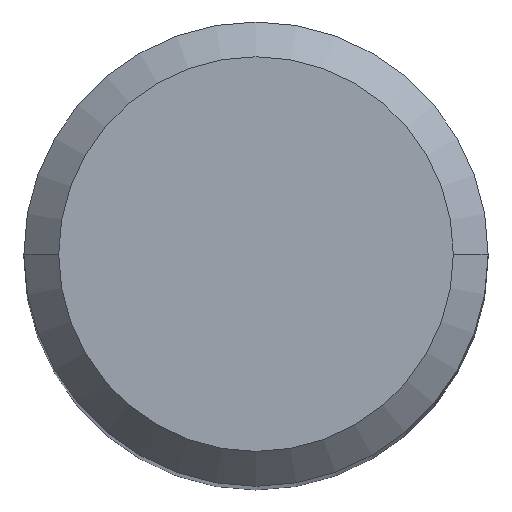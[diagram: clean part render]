
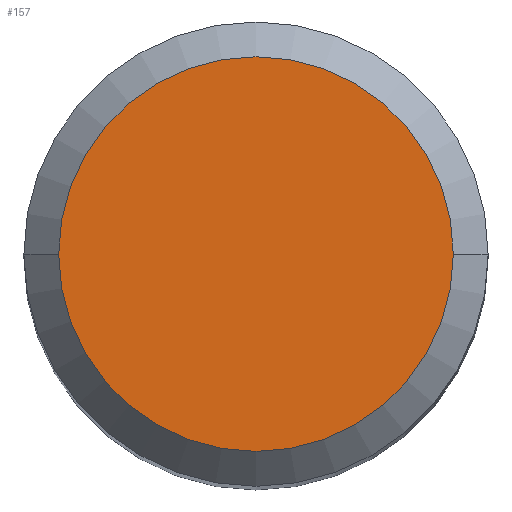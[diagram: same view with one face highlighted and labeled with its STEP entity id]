
A CAD part, top view. The second image highlights one B-rep face of the part: STEP entity #157.
In plain terms, the highlighted planar face has unit normal (0, 0, 1).
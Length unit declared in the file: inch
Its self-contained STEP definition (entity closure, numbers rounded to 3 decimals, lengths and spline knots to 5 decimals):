
#19 = ORIENTED_EDGE ( 'NONE', *, *, #239, .T. ) ;
#23 = FACE_OUTER_BOUND ( 'NONE', #282, .T. ) ;
#98 = DIRECTION ( 'NONE',  ( 0., 0., -1. ) ) ;
#104 = CARTESIAN_POINT ( 'NONE',  ( 0., 0., 0. ) ) ;
#129 = VERTEX_POINT ( 'NONE', #324 ) ;
#157 = ADVANCED_FACE ( 'NONE', ( #23 ), #171, .F. ) ;
#158 = AXIS2_PLACEMENT_3D ( 'NONE', #104, #376, #264 ) ;
#169 = EDGE_CURVE ( 'NONE', #332, #129, #326, .T. ) ;
#171 = PLANE ( 'NONE',  #259 ) ;
#176 = CARTESIAN_POINT ( 'NONE',  ( 0., 0., 0. ) ) ;
#239 = EDGE_CURVE ( 'NONE', #129, #332, #334, .T. ) ;
#246 = AXIS2_PLACEMENT_3D ( 'NONE', #176, #419, #341 ) ;
#250 = DIRECTION ( 'NONE',  ( -1., 0., 0. ) ) ;
#259 = AXIS2_PLACEMENT_3D ( 'NONE', #481, #98, #250 ) ;
#264 = DIRECTION ( 'NONE',  ( 1., 0., 0. ) ) ;
#282 = EDGE_LOOP ( 'NONE', ( #393, #19 ) ) ;
#324 = CARTESIAN_POINT ( 'NONE',  ( 0.13281, 0., 0. ) ) ;
#326 = CIRCLE ( 'NONE', #158, 0.13281 ) ;
#332 = VERTEX_POINT ( 'NONE', #424 ) ;
#334 = CIRCLE ( 'NONE', #246, 0.13281 ) ;
#341 = DIRECTION ( 'NONE',  ( 1., 0., 0. ) ) ;
#376 = DIRECTION ( 'NONE',  ( 0., 0., 1. ) ) ;
#393 = ORIENTED_EDGE ( 'NONE', *, *, #169, .T. ) ;
#419 = DIRECTION ( 'NONE',  ( 0., 0., 1. ) ) ;
#424 = CARTESIAN_POINT ( 'NONE',  ( -0.13281, 0., 0. ) ) ;
#481 = CARTESIAN_POINT ( 'NONE',  ( 0., 0., 0. ) ) ;
